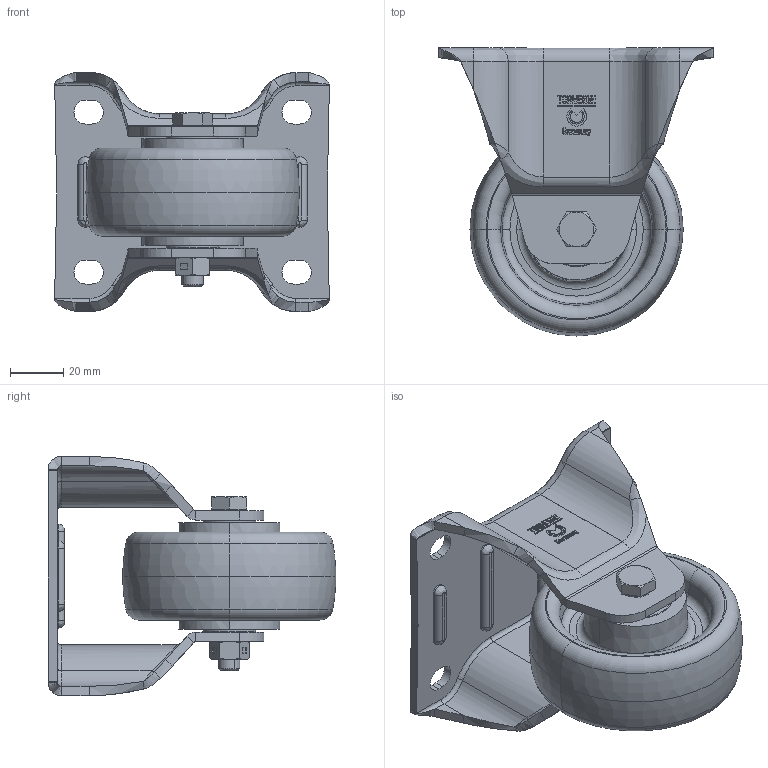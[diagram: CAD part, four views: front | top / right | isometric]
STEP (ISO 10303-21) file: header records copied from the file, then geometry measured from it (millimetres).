
FILE_DESCRIPTION (( 'STEP AP214' ), '1' );
FILE_NAME ('0021083BL_B-IM-PAM-080-K.STEP', '2016-08-22T10:06:54', ( '' ), ( '' ), 'SwSTEP 2.0', 'SolidWorks 2016', '' );
FILE_SCHEMA (( 'AUTOMOTIVE_DESIGN' ));
Length unit declared in the file: millimetre
Products named in the file (1): 0021083BL_B-IM-PAM-080-K
Bounding box: 103.04 x 108 x 89.74 mm (x, y, z)
Surface area: 69878.4 mm2 (no closed solid volume)
Topology: 0 solids, 17 shells, 687 faces, 1719 edges, 1090 vertices
Faces by surface type: plane 323, cylinder 194, bspline 76, cone 56, torus 38
Entity records: 31588 total; most frequent: CARTESIAN_POINT 8018, ORIENTED_EDGE 3342, DIRECTION 3214, EDGE_CURVE 1719, AXIS2_PLACEMENT_3D 1104, VERTEX_POINT 1090, VECTOR 1006, LINE 1006
